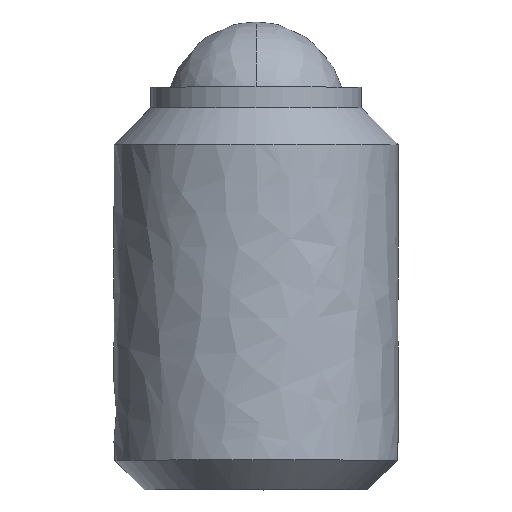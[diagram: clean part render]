
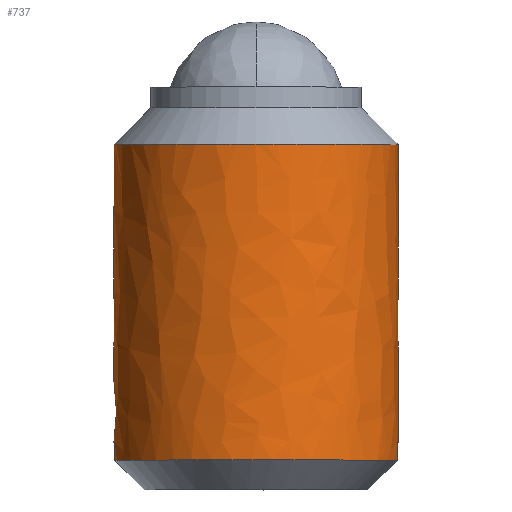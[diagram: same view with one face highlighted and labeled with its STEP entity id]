
A CAD part, top view. The second image highlights one B-rep face of the part: STEP entity #737.
In plain terms, the highlighted free-form (B-spline) face has degree [2, 1] with [9, 2] control points.
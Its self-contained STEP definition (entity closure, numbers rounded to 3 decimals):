
#453=CARTESIAN_POINT('',(10.228,-10.35,-6.277));
#454=VERTEX_POINT('',#453);
#455=CARTESIAN_POINT('',(0.0,-10.35,12.0));
#456=VERTEX_POINT('',#455);
#457=CARTESIAN_POINT('',(10.228,-10.35,-6.277));
#458=CARTESIAN_POINT('',(12.,-10.35,-3.389));
#459=CARTESIAN_POINT('',(12.0,-10.35,0.));
#460=CARTESIAN_POINT('',(12.0,-10.35,12.));
#461=CARTESIAN_POINT('',(0.0,-10.35,12.0));
#469=(BOUNDED_CURVE()B_SPLINE_CURVE(2,(#457,#458,#459,#460,#461),.UNSPECIFIED.,.F.,.U.)B_SPLINE_CURVE_WITH_KNOTS((3,2,3),(0.161,0.25,0.5),.UNSPECIFIED.)CURVE()GEOMETRIC_REPRESENTATION_ITEM()RATIONAL_B_SPLINE_CURVE((0.865,0.895,1.0,0.707,1.0))REPRESENTATION_ITEM(''));
#470=EDGE_CURVE('',#454,#456,#469,.T.);
#480=CARTESIAN_POINT('',(-11.978,-10.35,0.733));
#481=VERTEX_POINT('',#480);
#487=CARTESIAN_POINT('',(0.0,-10.35,12.0));
#488=CARTESIAN_POINT('',(-11.288,-10.35,12.));
#489=CARTESIAN_POINT('',(-11.978,-10.35,0.733));
#497=(BOUNDED_CURVE()B_SPLINE_CURVE(2,(#487,#488,#489),.UNSPECIFIED.,.F.,.U.)B_SPLINE_CURVE_WITH_KNOTS((3,3),(0.5,0.739),.UNSPECIFIED.)CURVE()GEOMETRIC_REPRESENTATION_ITEM()RATIONAL_B_SPLINE_CURVE((1.0,0.72,0.976))REPRESENTATION_ITEM(''));
#498=EDGE_CURVE('',#456,#481,#497,.T.);
#521=CARTESIAN_POINT('',(7.908,-10.35,-9.026));
#522=VERTEX_POINT('',#521);
#523=CARTESIAN_POINT('',(7.908,-10.35,-9.026));
#524=CARTESIAN_POINT('',(9.276,-10.35,-7.827));
#525=CARTESIAN_POINT('',(10.228,-10.35,-6.277));
#533=(BOUNDED_CURVE()B_SPLINE_CURVE(2,(#523,#524,#525),.UNSPECIFIED.,.F.,.U.)B_SPLINE_CURVE_WITH_KNOTS((3,3),(0.115,0.161),.UNSPECIFIED.)CURVE()GEOMETRIC_REPRESENTATION_ITEM()RATIONAL_B_SPLINE_CURVE((0.854,0.85,0.865))REPRESENTATION_ITEM(''));
#534=EDGE_CURVE('',#522,#454,#533,.T.);
#551=CARTESIAN_POINT('',(-8.559,-10.35,-8.411));
#552=VERTEX_POINT('',#551);
#566=CARTESIAN_POINT('',(-11.978,-10.35,0.733));
#567=CARTESIAN_POINT('',(-12.,-10.35,0.367));
#568=CARTESIAN_POINT('',(-12.0,-10.35,0.));
#569=CARTESIAN_POINT('',(-12.,-10.35,-4.909));
#570=CARTESIAN_POINT('',(-8.559,-10.35,-8.411));
#578=(BOUNDED_CURVE()B_SPLINE_CURVE(2,(#566,#567,#568,#569,#570),.UNSPECIFIED.,.F.,.U.)B_SPLINE_CURVE_WITH_KNOTS((3,2,3),(0.739,0.75,0.874),.UNSPECIFIED.)CURVE()GEOMETRIC_REPRESENTATION_ITEM()RATIONAL_B_SPLINE_CURVE((0.976,0.988,1.0,0.855,0.854))REPRESENTATION_ITEM(''));
#579=EDGE_CURVE('',#481,#552,#578,.T.);
#588=CARTESIAN_POINT('',(7.908,-9.684,-9.026));
#589=CARTESIAN_POINT('',(8.166,-9.684,-8.8));
#590=CARTESIAN_POINT('',(8.411,-9.684,-8.559));
#591=CARTESIAN_POINT('',(16.97,-9.684,-0.148));
#592=CARTESIAN_POINT('',(8.559,-9.684,8.411));
#593=CARTESIAN_POINT('',(0.148,-9.684,16.97));
#594=CARTESIAN_POINT('',(-8.411,-9.684,8.559));
#595=CARTESIAN_POINT('',(-16.97,-9.684,0.148));
#596=CARTESIAN_POINT('',(-8.559,-9.684,-8.411));
#597=CARTESIAN_POINT('',(7.908,-37.683,-9.026));
#598=CARTESIAN_POINT('',(8.166,-37.683,-8.8));
#599=CARTESIAN_POINT('',(8.411,-37.683,-8.559));
#600=CARTESIAN_POINT('',(16.97,-37.683,-0.148));
#601=CARTESIAN_POINT('',(8.559,-37.683,8.411));
#602=CARTESIAN_POINT('',(0.148,-37.683,16.97));
#603=CARTESIAN_POINT('',(-8.411,-37.683,8.559));
#604=CARTESIAN_POINT('',(-16.97,-37.683,0.148));
#605=CARTESIAN_POINT('',(-8.559,-37.683,-8.411));
#613=(BOUNDED_SURFACE()B_SPLINE_SURFACE(2,1,((#588,#597),(#589,#598),(#590,#599),(#591,#600),(#592,#601),(#593,#602),(#594,#603),(#595,#604),(#596,#605)),.UNSPECIFIED.,.F.,.F.,.U.)B_SPLINE_SURFACE_WITH_KNOTS((3,2,2,2,3),(2,2),(0.0,0.795,20.678,40.56,60.442),(0.0,27.999),.UNSPECIFIED.)GEOMETRIC_REPRESENTATION_ITEM()RATIONAL_B_SPLINE_SURFACE(((0.978,0.978),(0.988,0.988),(1.0,1.0),(0.707,0.707),(1.0,1.0),(0.707,0.707),(1.0,1.0),(0.707,0.707),(1.0,1.0)))REPRESENTATION_ITEM('')SURFACE());
#614=CARTESIAN_POINT('',(7.908,-37.0,-9.026));
#615=VERTEX_POINT('',#614);
#616=CARTESIAN_POINT('',(11.935,-37.0,-1.25));
#617=VERTEX_POINT('',#616);
#618=CARTESIAN_POINT('',(7.908,-37.,-9.026));
#619=CARTESIAN_POINT('',(11.445,-37.0,-5.927));
#620=CARTESIAN_POINT('',(11.935,-37.0,-1.25));
#628=(BOUNDED_CURVE()B_SPLINE_CURVE(2,(#618,#619,#620),.UNSPECIFIED.,.F.,.U.)B_SPLINE_CURVE_WITH_KNOTS((3,3),(0.746,1.0),.UNSPECIFIED.)CURVE()GEOMETRIC_REPRESENTATION_ITEM()RATIONAL_B_SPLINE_CURVE((0.872,0.869,1.0))REPRESENTATION_ITEM(''));
#629=EDGE_CURVE('',#615,#617,#628,.T.);
#630=ORIENTED_EDGE('',*,*,#629,.F.);
#631=CARTESIAN_POINT('',(7.908,-10.35,-9.026));
#632=CARTESIAN_POINT('',(7.908,-37.0,-9.026));
#633=QUASI_UNIFORM_CURVE('',1,(#631,#632),.UNSPECIFIED.,.F.,.U.);
#634=EDGE_CURVE('',#522,#615,#633,.T.);
#635=ORIENTED_EDGE('',*,*,#634,.F.);
#636=ORIENTED_EDGE('',*,*,#534,.T.);
#637=ORIENTED_EDGE('',*,*,#470,.T.);
#638=ORIENTED_EDGE('',*,*,#498,.T.);
#639=ORIENTED_EDGE('',*,*,#579,.T.);
#640=CARTESIAN_POINT('',(-8.559,-37.,-8.411));
#641=VERTEX_POINT('',#640);
#642=CARTESIAN_POINT('',(-8.559,-10.35,-8.411));
#643=CARTESIAN_POINT('',(-8.559,-37.,-8.411));
#644=QUASI_UNIFORM_CURVE('',1,(#642,#643),.UNSPECIFIED.,.F.,.U.);
#645=EDGE_CURVE('',#552,#641,#644,.T.);
#646=ORIENTED_EDGE('',*,*,#645,.T.);
#647=CARTESIAN_POINT('',(-11.935,-37.0,-1.25));
#648=VERTEX_POINT('',#647);
#649=CARTESIAN_POINT('',(-11.935,-37.0,-1.25));
#650=CARTESIAN_POINT('',(-11.498,-37.0,-5.42));
#651=CARTESIAN_POINT('',(-8.559,-37.,-8.411));
#659=(BOUNDED_CURVE()B_SPLINE_CURVE(2,(#649,#650,#651),.UNSPECIFIED.,.F.,.U.)B_SPLINE_CURVE_WITH_KNOTS((3,3),(0.0,0.23),.UNSPECIFIED.)CURVE()GEOMETRIC_REPRESENTATION_ITEM()RATIONAL_B_SPLINE_CURVE((1.0,0.882,0.872))REPRESENTATION_ITEM(''));
#660=EDGE_CURVE('',#648,#641,#659,.T.);
#661=ORIENTED_EDGE('',*,*,#660,.F.);
#662=CARTESIAN_POINT('',(-11.935,-35.5,-1.25));
#663=VERTEX_POINT('',#662);
#664=CARTESIAN_POINT('',(-11.935,-35.5,-1.25));
#665=CARTESIAN_POINT('',(-11.935,-37.0,-1.25));
#666=QUASI_UNIFORM_CURVE('',1,(#664,#665),.UNSPECIFIED.,.F.,.U.);
#667=EDGE_CURVE('',#663,#648,#666,.T.);
#668=ORIENTED_EDGE('',*,*,#667,.F.);
#669=CARTESIAN_POINT('',(-11.935,-35.5,1.25));
#670=VERTEX_POINT('',#669);
#671=CARTESIAN_POINT('',(-11.935,-35.5,1.25));
#672=CARTESIAN_POINT('',(-12.066,-35.5,0.));
#673=CARTESIAN_POINT('',(-11.935,-35.5,-1.25));
#681=(BOUNDED_CURVE()B_SPLINE_CURVE(2,(#671,#672,#673),.UNSPECIFIED.,.F.,.U.)CURVE()GEOMETRIC_REPRESENTATION_ITEM()QUASI_UNIFORM_CURVE()RATIONAL_B_SPLINE_CURVE((1.0,0.995,1.0))REPRESENTATION_ITEM(''));
#682=EDGE_CURVE('',#670,#663,#681,.T.);
#683=ORIENTED_EDGE('',*,*,#682,.F.);
#684=CARTESIAN_POINT('',(-11.935,-37.0,1.25));
#685=VERTEX_POINT('',#684);
#686=CARTESIAN_POINT('',(-11.935,-35.5,1.25));
#687=CARTESIAN_POINT('',(-11.935,-37.0,1.25));
#688=QUASI_UNIFORM_CURVE('',1,(#686,#687),.UNSPECIFIED.,.F.,.U.);
#689=EDGE_CURVE('',#670,#685,#688,.T.);
#690=ORIENTED_EDGE('',*,*,#689,.T.);
#691=CARTESIAN_POINT('',(11.935,-37.0,1.25));
#692=VERTEX_POINT('',#691);
#693=CARTESIAN_POINT('',(11.935,-37.0,1.25));
#694=CARTESIAN_POINT('',(10.809,-37.0,12.));
#695=CARTESIAN_POINT('',(0.,-37.0,12.0));
#696=CARTESIAN_POINT('',(-10.809,-37.0,12.));
#697=CARTESIAN_POINT('',(-11.935,-37.0,1.25));
#705=(BOUNDED_CURVE()B_SPLINE_CURVE(2,(#693,#694,#695,#696,#697),.UNSPECIFIED.,.F.,.U.)B_SPLINE_CURVE_WITH_KNOTS((3,2,3),(0.0,0.5,1.0),.UNSPECIFIED.)CURVE()GEOMETRIC_REPRESENTATION_ITEM()RATIONAL_B_SPLINE_CURVE((1.0,0.743,1.0,0.743,1.0))REPRESENTATION_ITEM(''));
#706=EDGE_CURVE('',#692,#685,#705,.T.);
#707=ORIENTED_EDGE('',*,*,#706,.F.);
#708=CARTESIAN_POINT('',(11.935,-35.5,1.25));
#709=VERTEX_POINT('',#708);
#710=CARTESIAN_POINT('',(11.935,-35.5,1.25));
#711=CARTESIAN_POINT('',(11.935,-37.0,1.25));
#712=QUASI_UNIFORM_CURVE('',1,(#710,#711),.UNSPECIFIED.,.F.,.U.);
#713=EDGE_CURVE('',#709,#692,#712,.T.);
#714=ORIENTED_EDGE('',*,*,#713,.F.);
#715=CARTESIAN_POINT('',(11.935,-35.5,-1.25));
#716=VERTEX_POINT('',#715);
#717=CARTESIAN_POINT('',(11.935,-35.5,-1.25));
#718=CARTESIAN_POINT('',(12.066,-35.5,0.));
#719=CARTESIAN_POINT('',(11.935,-35.5,1.25));
#727=(BOUNDED_CURVE()B_SPLINE_CURVE(2,(#717,#718,#719),.UNSPECIFIED.,.F.,.U.)CURVE()GEOMETRIC_REPRESENTATION_ITEM()QUASI_UNIFORM_CURVE()RATIONAL_B_SPLINE_CURVE((1.0,0.995,1.0))REPRESENTATION_ITEM(''));
#728=EDGE_CURVE('',#716,#709,#727,.T.);
#729=ORIENTED_EDGE('',*,*,#728,.F.);
#730=CARTESIAN_POINT('',(11.935,-35.5,-1.25));
#731=CARTESIAN_POINT('',(11.935,-37.0,-1.25));
#732=QUASI_UNIFORM_CURVE('',1,(#730,#731),.UNSPECIFIED.,.F.,.U.);
#733=EDGE_CURVE('',#716,#617,#732,.T.);
#734=ORIENTED_EDGE('',*,*,#733,.T.);
#735=EDGE_LOOP('',(#630,#635,#636,#637,#638,#639,#646,#661,#668,#683,#690,#707,#714,#729,#734));
#736=FACE_OUTER_BOUND('',#735,.T.);
#737=ADVANCED_FACE('',(#736),#613,.T.);
